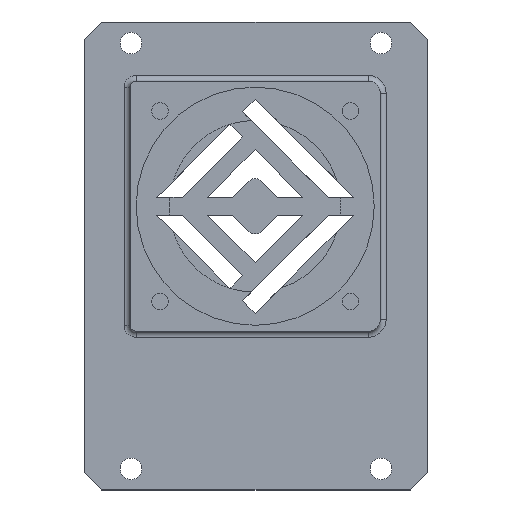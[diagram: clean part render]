
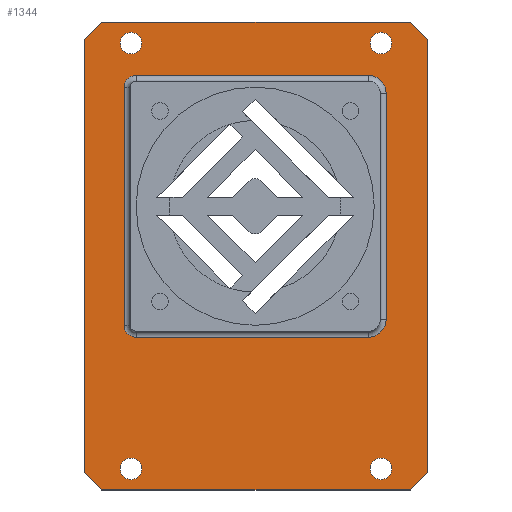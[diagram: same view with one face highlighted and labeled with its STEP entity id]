
A CAD part, top view. The second image highlights one B-rep face of the part: STEP entity #1344.
In plain terms, the highlighted planar face has unit normal (0, 0, 1).
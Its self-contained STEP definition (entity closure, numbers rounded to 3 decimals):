
#30=FACE_BOUND('',#471,.T.);
#31=FACE_BOUND('',#472,.T.);
#32=FACE_BOUND('',#473,.T.);
#33=FACE_BOUND('',#474,.T.);
#34=FACE_BOUND('',#475,.T.);
#52=PLANE('',#1439);
#103=LINE('',#1945,#240);
#104=LINE('',#1955,#241);
#105=LINE('',#1957,#242);
#106=LINE('',#1959,#243);
#107=LINE('',#1961,#244);
#108=LINE('',#1963,#245);
#109=LINE('',#1965,#246);
#110=LINE('',#1967,#247);
#111=LINE('',#1968,#248);
#112=LINE('',#1978,#249);
#113=LINE('',#1982,#250);
#114=LINE('',#1985,#251);
#240=VECTOR('',#1566,10.);
#241=VECTOR('',#1577,10.);
#242=VECTOR('',#1578,10.);
#243=VECTOR('',#1579,10.);
#244=VECTOR('',#1580,10.);
#245=VECTOR('',#1581,10.);
#246=VECTOR('',#1582,10.);
#247=VECTOR('',#1583,10.);
#248=VECTOR('',#1584,10.);
#249=VECTOR('',#1593,10.);
#250=VECTOR('',#1596,10.);
#251=VECTOR('',#1599,10.);
#397=FACE_OUTER_BOUND('',#470,.T.);
#470=EDGE_LOOP('',(#951,#952,#953,#954,#955,#956,#957,#958));
#471=EDGE_LOOP('',(#959));
#472=EDGE_LOOP('',(#960));
#473=EDGE_LOOP('',(#961));
#474=EDGE_LOOP('',(#962));
#475=EDGE_LOOP('',(#963,#964,#965,#966,#967,#968,#969,#970));
#565=CIRCLE('',#1432,2.);
#567=CIRCLE('',#1436,2.);
#570=CIRCLE('',#1440,1.8);
#571=CIRCLE('',#1441,1.8);
#572=CIRCLE('',#1442,1.8);
#573=CIRCLE('',#1443,1.8);
#574=CIRCLE('',#1444,3.);
#575=CIRCLE('',#1445,3.);
#610=VERTEX_POINT('',#1932);
#613=VERTEX_POINT('',#1937);
#614=VERTEX_POINT('',#1941);
#616=VERTEX_POINT('',#1947);
#618=VERTEX_POINT('',#1953);
#619=VERTEX_POINT('',#1954);
#620=VERTEX_POINT('',#1956);
#621=VERTEX_POINT('',#1958);
#622=VERTEX_POINT('',#1960);
#623=VERTEX_POINT('',#1962);
#624=VERTEX_POINT('',#1964);
#625=VERTEX_POINT('',#1966);
#626=VERTEX_POINT('',#1969);
#627=VERTEX_POINT('',#1971);
#628=VERTEX_POINT('',#1973);
#629=VERTEX_POINT('',#1975);
#630=VERTEX_POINT('',#1977);
#631=VERTEX_POINT('',#1979);
#632=VERTEX_POINT('',#1981);
#633=VERTEX_POINT('',#1983);
#743=EDGE_CURVE('',#613,#610,#565,.T.);
#746=EDGE_CURVE('',#610,#614,#103,.T.);
#747=EDGE_CURVE('',#614,#616,#567,.T.);
#750=EDGE_CURVE('',#618,#619,#104,.T.);
#751=EDGE_CURVE('',#619,#620,#105,.T.);
#752=EDGE_CURVE('',#620,#621,#106,.T.);
#753=EDGE_CURVE('',#622,#621,#107,.T.);
#754=EDGE_CURVE('',#622,#623,#108,.T.);
#755=EDGE_CURVE('',#623,#624,#109,.T.);
#756=EDGE_CURVE('',#624,#625,#110,.T.);
#757=EDGE_CURVE('',#618,#625,#111,.T.);
#758=EDGE_CURVE('',#626,#626,#570,.T.);
#759=EDGE_CURVE('',#627,#627,#571,.T.);
#760=EDGE_CURVE('',#628,#628,#572,.T.);
#761=EDGE_CURVE('',#629,#629,#573,.T.);
#762=EDGE_CURVE('',#630,#613,#112,.T.);
#763=EDGE_CURVE('',#631,#630,#574,.T.);
#764=EDGE_CURVE('',#632,#631,#113,.T.);
#765=EDGE_CURVE('',#633,#632,#575,.T.);
#766=EDGE_CURVE('',#616,#633,#114,.T.);
#951=ORIENTED_EDGE('',*,*,#750,.T.);
#952=ORIENTED_EDGE('',*,*,#751,.T.);
#953=ORIENTED_EDGE('',*,*,#752,.T.);
#954=ORIENTED_EDGE('',*,*,#753,.F.);
#955=ORIENTED_EDGE('',*,*,#754,.T.);
#956=ORIENTED_EDGE('',*,*,#755,.T.);
#957=ORIENTED_EDGE('',*,*,#756,.T.);
#958=ORIENTED_EDGE('',*,*,#757,.F.);
#959=ORIENTED_EDGE('',*,*,#758,.T.);
#960=ORIENTED_EDGE('',*,*,#759,.T.);
#961=ORIENTED_EDGE('',*,*,#760,.T.);
#962=ORIENTED_EDGE('',*,*,#761,.T.);
#963=ORIENTED_EDGE('',*,*,#747,.F.);
#964=ORIENTED_EDGE('',*,*,#746,.F.);
#965=ORIENTED_EDGE('',*,*,#743,.F.);
#966=ORIENTED_EDGE('',*,*,#762,.F.);
#967=ORIENTED_EDGE('',*,*,#763,.F.);
#968=ORIENTED_EDGE('',*,*,#764,.F.);
#969=ORIENTED_EDGE('',*,*,#765,.F.);
#970=ORIENTED_EDGE('',*,*,#766,.F.);
#1344=ADVANCED_FACE('',(#397,#30,#31,#32,#33,#34),#52,.T.);
#1432=AXIS2_PLACEMENT_3D('',#1939,#1559,#1560);
#1436=AXIS2_PLACEMENT_3D('',#1948,#1569,#1570);
#1439=AXIS2_PLACEMENT_3D('',#1952,#1575,#1576);
#1440=AXIS2_PLACEMENT_3D('',#1970,#1585,#1586);
#1441=AXIS2_PLACEMENT_3D('',#1972,#1587,#1588);
#1442=AXIS2_PLACEMENT_3D('',#1974,#1589,#1590);
#1443=AXIS2_PLACEMENT_3D('',#1976,#1591,#1592);
#1444=AXIS2_PLACEMENT_3D('',#1980,#1594,#1595);
#1445=AXIS2_PLACEMENT_3D('',#1984,#1597,#1598);
#1559=DIRECTION('center_axis',(0.,0.,1.));
#1560=DIRECTION('ref_axis',(-0.487,0.873,0.));
#1566=DIRECTION('',(0.,-1.,0.));
#1569=DIRECTION('center_axis',(0.,0.,1.));
#1570=DIRECTION('ref_axis',(-0.487,-0.873,0.));
#1575=DIRECTION('center_axis',(0.,0.,1.));
#1576=DIRECTION('ref_axis',(0.,-1.,0.));
#1577=DIRECTION('',(0.,1.,0.));
#1578=DIRECTION('',(-0.707,0.707,0.));
#1579=DIRECTION('',(-1.,0.,0.));
#1580=DIRECTION('',(0.707,0.707,0.));
#1581=DIRECTION('',(0.,-1.,0.));
#1582=DIRECTION('',(0.707,-0.707,0.));
#1583=DIRECTION('',(1.,0.,0.));
#1584=DIRECTION('',(-0.707,-0.707,0.));
#1585=DIRECTION('center_axis',(0.,0.,-1.));
#1586=DIRECTION('ref_axis',(0.,-1.,0.));
#1587=DIRECTION('center_axis',(0.,0.,-1.));
#1588=DIRECTION('ref_axis',(0.,-1.,0.));
#1589=DIRECTION('center_axis',(0.,0.,-1.));
#1590=DIRECTION('ref_axis',(0.,-1.,0.));
#1591=DIRECTION('center_axis',(0.,0.,-1.));
#1592=DIRECTION('ref_axis',(0.,-1.,0.));
#1593=DIRECTION('',(-1.,0.,0.));
#1594=DIRECTION('center_axis',(0.,0.,1.));
#1595=DIRECTION('ref_axis',(0.707,0.707,0.));
#1596=DIRECTION('',(0.,1.,0.));
#1597=DIRECTION('center_axis',(0.,0.,1.));
#1598=DIRECTION('ref_axis',(0.707,-0.707,0.));
#1599=DIRECTION('',(1.,0.,0.));
#1932=CARTESIAN_POINT('',(100.063,-15.735,5.404));
#1937=CARTESIAN_POINT('',(102.063,-13.735,5.404));
#1939=CARTESIAN_POINT('Origin',(102.063,-15.735,5.404));
#1941=CARTESIAN_POINT('',(100.063,-55.735,5.404));
#1945=CARTESIAN_POINT('',(100.063,-29.41,5.404));
#1947=CARTESIAN_POINT('',(102.063,-57.735,5.404));
#1948=CARTESIAN_POINT('Origin',(102.063,-55.735,5.404));
#1952=CARTESIAN_POINT('Origin',(122.2,-44.085,5.404));
#1953=CARTESIAN_POINT('',(151.,-80.502,5.404));
#1954=CARTESIAN_POINT('',(151.,-7.668,5.404));
#1955=CARTESIAN_POINT('',(151.,-76.085,5.404));
#1956=CARTESIAN_POINT('',(148.117,-4.785,5.404));
#1957=CARTESIAN_POINT('',(151.,-7.668,5.404));
#1958=CARTESIAN_POINT('',(96.283,-4.785,5.404));
#1959=CARTESIAN_POINT('',(148.117,-4.785,5.404));
#1960=CARTESIAN_POINT('',(93.4,-7.668,5.404));
#1961=CARTESIAN_POINT('',(93.4,-7.668,5.404));
#1962=CARTESIAN_POINT('',(93.4,-80.502,5.404));
#1963=CARTESIAN_POINT('',(93.4,-7.668,5.404));
#1964=CARTESIAN_POINT('',(96.283,-83.385,5.404));
#1965=CARTESIAN_POINT('',(93.4,-80.502,5.404));
#1966=CARTESIAN_POINT('',(148.117,-83.385,5.404));
#1967=CARTESIAN_POINT('',(96.283,-83.385,5.404));
#1968=CARTESIAN_POINT('',(151.,-80.502,5.404));
#1969=CARTESIAN_POINT('',(143.2,-78.035,5.404));
#1970=CARTESIAN_POINT('Origin',(143.2,-79.835,5.404));
#1971=CARTESIAN_POINT('',(101.2,-6.535,5.404));
#1972=CARTESIAN_POINT('Origin',(101.2,-8.335,5.404));
#1973=CARTESIAN_POINT('',(101.2,-78.035,5.404));
#1974=CARTESIAN_POINT('Origin',(101.2,-79.835,5.404));
#1975=CARTESIAN_POINT('',(143.2,-6.535,5.404));
#1976=CARTESIAN_POINT('Origin',(143.2,-8.335,5.404));
#1977=CARTESIAN_POINT('',(141.063,-13.735,5.404));
#1978=CARTESIAN_POINT('',(132.631,-13.735,5.404));
#1979=CARTESIAN_POINT('',(144.063,-16.735,5.404));
#1980=CARTESIAN_POINT('Origin',(141.063,-16.735,5.404));
#1981=CARTESIAN_POINT('',(144.063,-54.735,5.404));
#1982=CARTESIAN_POINT('',(144.063,-50.41,5.404));
#1983=CARTESIAN_POINT('',(141.063,-57.735,5.404));
#1984=CARTESIAN_POINT('Origin',(141.063,-54.735,5.404));
#1985=CARTESIAN_POINT('',(111.631,-57.735,5.404));
